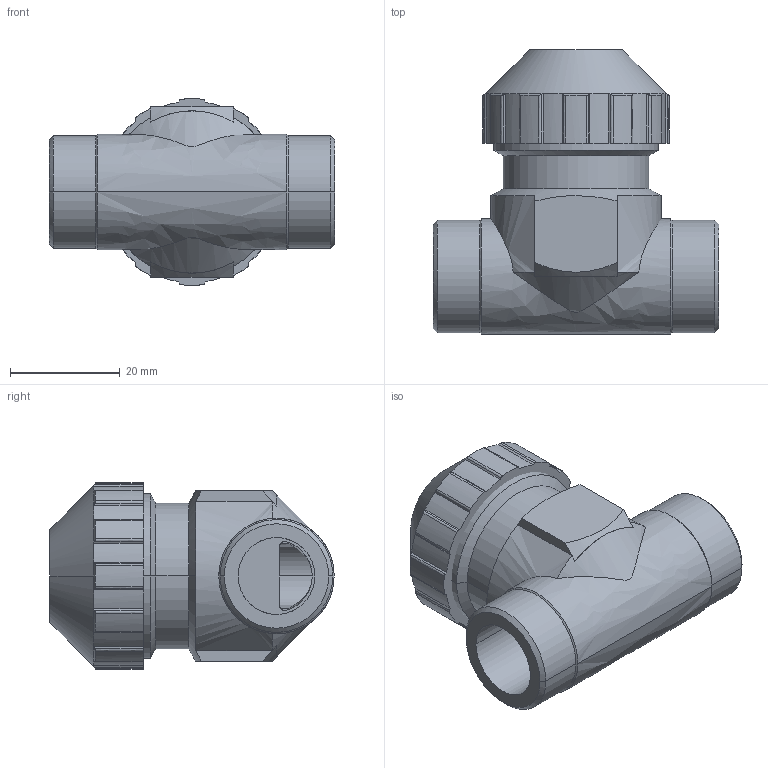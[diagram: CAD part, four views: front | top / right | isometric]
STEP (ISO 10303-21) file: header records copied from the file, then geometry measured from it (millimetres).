
FILE_DESCRIPTION (( 'STEP AP214' ), '1' );
FILE_NAME ('2-12.STEP', '2025-09-18T13:40:18', ( '微软用户' ), ( '微软中国' ), 'SwSTEP 2.0', 'SolidWorks 2021', '' );
FILE_SCHEMA (( 'AUTOMOTIVE_DESIGN' ));
Length unit declared in the file: millimetre
Products named in the file (1): 2-12
Bounding box: 52 x 51.77 x 34 mm (x, y, z)
Volume: 20026.2 mm3; surface area: 14481 mm2
Topology: 3 solids, 3 shells, 177 faces, 628 edges, 462 vertices
Faces by surface type: bspline 177
Entity records: 13006 total; most frequent: CARTESIAN_POINT 7722, ORIENTED_EDGE 1252, EDGE_CURVE 626, VERTEX_POINT 462, B_SPLINE_CURVE_WITH_KNOTS 326, EDGE_LOOP 188, UNCERTAINTY_MEASURE_WITH_UNIT 182, PRESENTATION_LAYER_ASSIGNMENT 181
